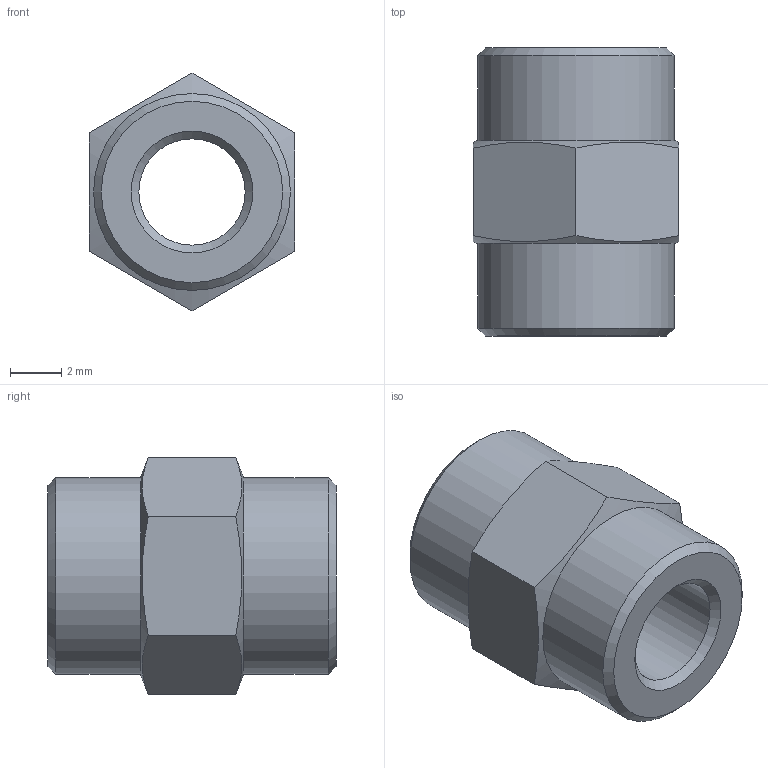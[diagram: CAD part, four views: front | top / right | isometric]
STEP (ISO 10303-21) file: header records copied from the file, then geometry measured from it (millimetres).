
FILE_DESCRIPTION(/* description */ ('Unknown'),/* implementation_level */ '2;1');
FILE_NAME(/* name */ 'A3.M5',/* time_stamp */ '2020-10-19T08:31:08-04:00',/* author */ ('Unknown'),/* organization */ ('Unknown'),/* preprocessor_version */ 'ST-DEVELOPER v16.7',/* originating_system */ 'Solid Edge',/* authorisation */ 'Unknown');
FILE_SCHEMA (('AUTOMOTIVE_DESIGN {1 0 10303 214 3 1 1}'));
Length unit declared in the file: millimetre
Products named in the file (1): A3.M5
Bounding box: 8 x 11.2 x 9.24 mm (x, y, z)
Volume: 397.3 mm3; surface area: 493.5 mm2
Topology: 1 solids, 1 shells, 17 faces, 40 edges, 25 vertices
Faces by surface type: plane 8, cone 6, cylinder 3
Full cylindrical faces by diameter (mm): 4.134 x1, 7.65 x2
Entity records: 583 total; most frequent: CARTESIAN_POINT 116, DIRECTION 62, ORIENTED_EDGE 56, EDGE_CURVE 28, EDGE_LOOP 28, FACE_BOUND 28, AXIS2_PLACEMENT_3D 28, VERTEX_POINT 22
